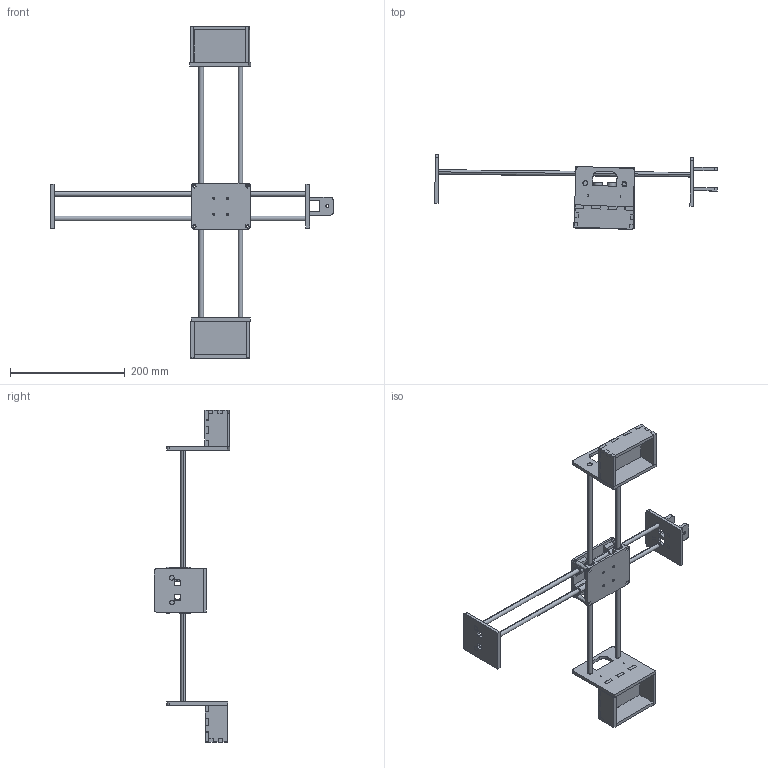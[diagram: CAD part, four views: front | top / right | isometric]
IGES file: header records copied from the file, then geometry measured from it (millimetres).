
Start section: SolidWorks IGES file using analytic representation for surfaces
Global section: file name: finassem.IGS; native system: SolidWorks 2014; preprocessor: SolidWorks 2014; author: Gaurav W; date: 180515.113227; units: millimetre
Bounding box: 491.75 x 131.1 x 578 mm (x, y, z)
Surface area: 263889 mm2 (no closed solid volume)
Topology: 0 solids, 0 shells, 949 faces, 11855 edges, 11855 vertices
Faces by surface type: bspline 728, revolution 221
